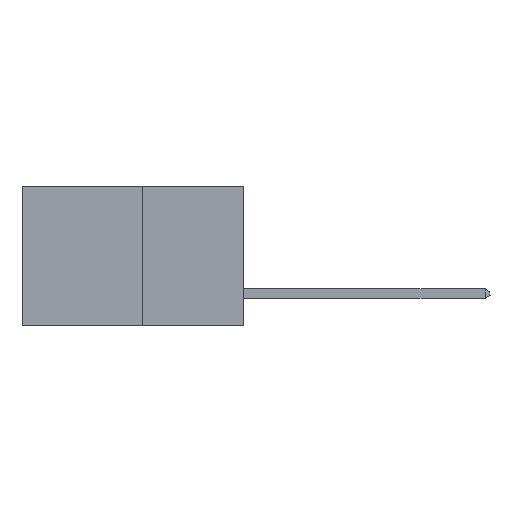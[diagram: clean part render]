
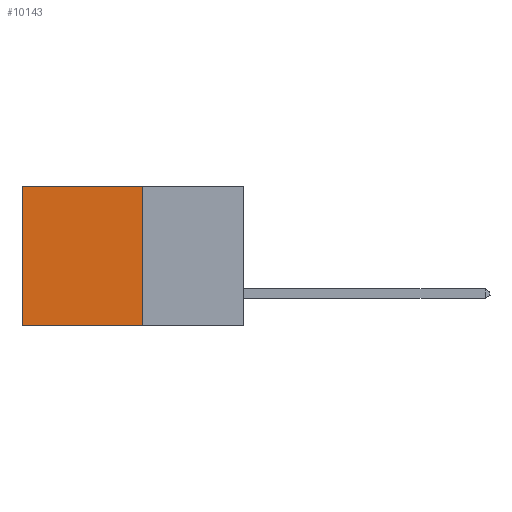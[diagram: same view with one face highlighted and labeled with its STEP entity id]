
A CAD part, left-side view. The second image highlights one B-rep face of the part: STEP entity #10143.
In plain terms, the highlighted planar face has unit normal (-1, 0, 0).
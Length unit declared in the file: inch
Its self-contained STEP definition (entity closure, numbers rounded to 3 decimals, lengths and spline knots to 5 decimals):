
#24 = VECTOR ( 'NONE', #1975, 39.37008 ) ;
#92 = AXIS2_PLACEMENT_3D ( 'NONE', #2756, #9436, #3704 ) ;
#1647 = ORIENTED_EDGE ( 'NONE', *, *, #12009, .T. ) ;
#1679 = DIRECTION ( 'NONE',  ( 0., 0., -1. ) ) ;
#1947 = EDGE_CURVE ( 'NONE', #11466, #9175, #2557, .T. ) ;
#1966 = VERTEX_POINT ( 'NONE', #4833 ) ;
#1971 = LINE ( 'NONE', #6015, #11785 ) ;
#1975 = DIRECTION ( 'NONE',  ( 0., 1., 0. ) ) ;
#2557 = LINE ( 'NONE', #5772, #24 ) ;
#2756 = CARTESIAN_POINT ( 'NONE',  ( 0.277, 0.27, -0.37 ) ) ;
#3543 = FACE_OUTER_BOUND ( 'NONE', #12199, .T. ) ;
#3704 = DIRECTION ( 'NONE',  ( 0., 0., -1. ) ) ;
#4207 = EDGE_CURVE ( 'NONE', #11794, #1966, #11899, .T. ) ;
#4297 = VECTOR ( 'NONE', #7699, 39.37008 ) ;
#4490 = CARTESIAN_POINT ( 'NONE',  ( 0.277, 0.59, -0.37 ) ) ;
#4833 = CARTESIAN_POINT ( 'NONE',  ( 0.277, 0.59, 0. ) ) ;
#5629 = LINE ( 'NONE', #6452, #8172 ) ;
#5688 = CARTESIAN_POINT ( 'NONE',  ( 0.277, 0.27, -0.37 ) ) ;
#5772 = CARTESIAN_POINT ( 'NONE',  ( 0.277, 0.27, -0.37 ) ) ;
#6015 = CARTESIAN_POINT ( 'NONE',  ( 0.277, 0.27, -0.37 ) ) ;
#6144 = CARTESIAN_POINT ( 'NONE',  ( 0.277, 0.27, 0. ) ) ;
#6452 = CARTESIAN_POINT ( 'NONE',  ( 0.277, 0.59, -0.37 ) ) ;
#7374 = ORIENTED_EDGE ( 'NONE', *, *, #4207, .T. ) ;
#7534 = PLANE ( 'NONE',  #92 ) ;
#7699 = DIRECTION ( 'NONE',  ( 0., 1., 0. ) ) ;
#8172 = VECTOR ( 'NONE', #1679, 39.37008 ) ;
#9013 = ORIENTED_EDGE ( 'NONE', *, *, #1947, .F. ) ;
#9175 = VERTEX_POINT ( 'NONE', #4490 ) ;
#9436 = DIRECTION ( 'NONE',  ( 1., 0., 0. ) ) ;
#9914 = EDGE_CURVE ( 'NONE', #11794, #11466, #1971, .T. ) ;
#10143 = ADVANCED_FACE ( 'NONE', ( #3543 ), #7534, .F. ) ;
#10743 = ORIENTED_EDGE ( 'NONE', *, *, #9914, .F. ) ;
#11457 = CARTESIAN_POINT ( 'NONE',  ( 0.277, 0.27, 0. ) ) ;
#11466 = VERTEX_POINT ( 'NONE', #5688 ) ;
#11695 = DIRECTION ( 'NONE',  ( 0., 0., -1. ) ) ;
#11785 = VECTOR ( 'NONE', #11695, 39.37008 ) ;
#11794 = VERTEX_POINT ( 'NONE', #6144 ) ;
#11899 = LINE ( 'NONE', #11457, #4297 ) ;
#12009 = EDGE_CURVE ( 'NONE', #1966, #9175, #5629, .T. ) ;
#12199 = EDGE_LOOP ( 'NONE', ( #1647, #9013, #10743, #7374 ) ) ;
